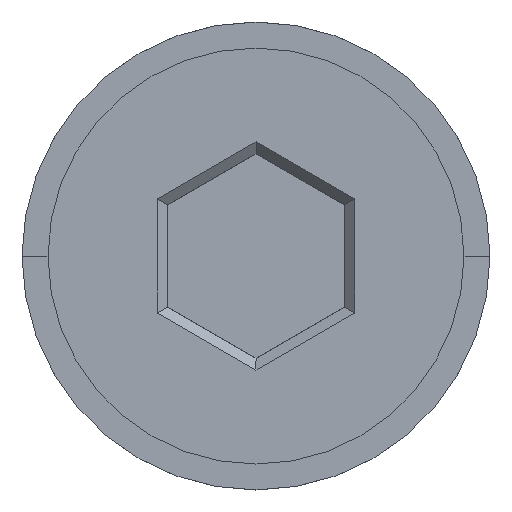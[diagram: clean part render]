
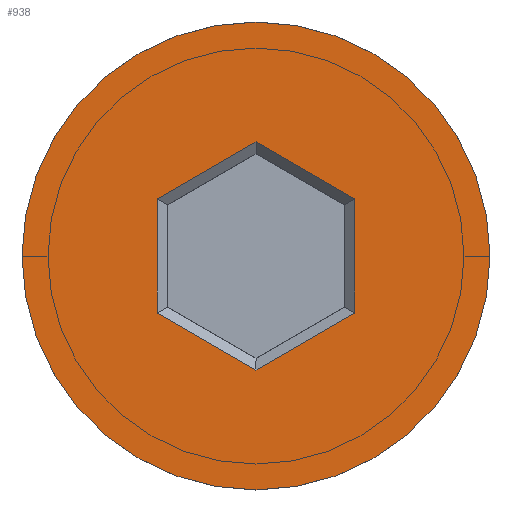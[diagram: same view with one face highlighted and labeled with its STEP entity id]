
A CAD part, top view. The second image highlights one B-rep face of the part: STEP entity #938.
In plain terms, the highlighted planar face has unit normal (0, 0, 1).
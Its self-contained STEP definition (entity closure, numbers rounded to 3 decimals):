
#15 = DIRECTION ( 'NONE',  ( 1., 0., 0. ) ) ;
#52 = EDGE_LOOP ( 'NONE', ( #129, #1227 ) ) ;
#66 = DIRECTION ( 'NONE',  ( 0., 0., 1. ) ) ;
#72 = ORIENTED_EDGE ( 'NONE', *, *, #818, .T. ) ;
#81 = VECTOR ( 'NONE', #598, 1000. ) ;
#89 = DIRECTION ( 'NONE',  ( 1., 0., 0. ) ) ;
#102 = VECTOR ( 'NONE', #1329, 1000. ) ;
#113 = CARTESIAN_POINT ( 'NONE',  ( 1.9, -1.097, 0. ) ) ;
#114 = ORIENTED_EDGE ( 'NONE', *, *, #1369, .T. ) ;
#129 = ORIENTED_EDGE ( 'NONE', *, *, #179, .T. ) ;
#149 = LINE ( 'NONE', #474, #401 ) ;
#179 = EDGE_CURVE ( 'NONE', #1293, #365, #984, .T. ) ;
#307 = AXIS2_PLACEMENT_3D ( 'NONE', #1236, #1223, #15 ) ;
#321 = CARTESIAN_POINT ( 'NONE',  ( 4.5, 0., 0. ) ) ;
#346 = CARTESIAN_POINT ( 'NONE',  ( 0., 2.194, 0. ) ) ;
#365 = VERTEX_POINT ( 'NONE', #1149 ) ;
#401 = VECTOR ( 'NONE', #495, 1000. ) ;
#423 = CARTESIAN_POINT ( 'NONE',  ( -1.9, 1.097, 0. ) ) ;
#427 = EDGE_CURVE ( 'NONE', #365, #1293, #1354, .T. ) ;
#445 = LINE ( 'NONE', #999, #102 ) ;
#465 = CARTESIAN_POINT ( 'NONE',  ( -1.9, 0.981, 0. ) ) ;
#474 = CARTESIAN_POINT ( 'NONE',  ( 1.8, 1.155, 0. ) ) ;
#495 = DIRECTION ( 'NONE',  ( 0.866, -0.5, 0. ) ) ;
#522 = ORIENTED_EDGE ( 'NONE', *, *, #690, .T. ) ;
#541 = VECTOR ( 'NONE', #1224, 1000. ) ;
#595 = EDGE_CURVE ( 'NONE', #717, #1273, #445, .T. ) ;
#598 = DIRECTION ( 'NONE',  ( 0., 1., 0. ) ) ;
#611 = EDGE_CURVE ( 'NONE', #1061, #1003, #1244, .T. ) ;
#615 = ORIENTED_EDGE ( 'NONE', *, *, #595, .T. ) ;
#619 = PLANE ( 'NONE',  #1013 ) ;
#622 = CARTESIAN_POINT ( 'NONE',  ( 0., 0., 0. ) ) ;
#651 = CARTESIAN_POINT ( 'NONE',  ( 0., 0., 0. ) ) ;
#664 = VERTEX_POINT ( 'NONE', #346 ) ;
#667 = EDGE_LOOP ( 'NONE', ( #1177, #1282, #522, #72, #615, #114 ) ) ;
#690 = EDGE_CURVE ( 'NONE', #915, #664, #1264, .T. ) ;
#693 = CARTESIAN_POINT ( 'NONE',  ( -1.8, -1.155, 0. ) ) ;
#717 = VERTEX_POINT ( 'NONE', #1255 ) ;
#727 = EDGE_CURVE ( 'NONE', #1003, #915, #1364, .T. ) ;
#766 = DIRECTION ( 'NONE',  ( 1., 0., 0. ) ) ;
#792 = CARTESIAN_POINT ( 'NONE',  ( -1.9, -1.097, 0. ) ) ;
#799 = AXIS2_PLACEMENT_3D ( 'NONE', #622, #864, #766 ) ;
#818 = EDGE_CURVE ( 'NONE', #664, #717, #149, .T. ) ;
#864 = DIRECTION ( 'NONE',  ( 0., 0., 1. ) ) ;
#911 = DIRECTION ( 'NONE',  ( -0.866, 0.5, 0. ) ) ;
#915 = VERTEX_POINT ( 'NONE', #423 ) ;
#918 = VECTOR ( 'NONE', #911, 1000. ) ;
#938 = ADVANCED_FACE ( 'NONE', ( #951, #1287 ), #619, .T. ) ;
#951 = FACE_BOUND ( 'NONE', #667, .T. ) ;
#984 = CIRCLE ( 'NONE', #307, 4.5 ) ;
#999 = CARTESIAN_POINT ( 'NONE',  ( 1.9, -0.981, 0. ) ) ;
#1003 = VERTEX_POINT ( 'NONE', #792 ) ;
#1013 = AXIS2_PLACEMENT_3D ( 'NONE', #651, #66, #89 ) ;
#1061 = VERTEX_POINT ( 'NONE', #1075 ) ;
#1075 = CARTESIAN_POINT ( 'NONE',  ( 0., -2.194, 0. ) ) ;
#1128 = VECTOR ( 'NONE', #1154, 1000. ) ;
#1136 = CARTESIAN_POINT ( 'NONE',  ( 0.1, -2.136, 0. ) ) ;
#1149 = CARTESIAN_POINT ( 'NONE',  ( -4.5, 0., 0. ) ) ;
#1154 = DIRECTION ( 'NONE',  ( 0.866, 0.5, 0. ) ) ;
#1177 = ORIENTED_EDGE ( 'NONE', *, *, #611, .T. ) ;
#1223 = DIRECTION ( 'NONE',  ( 0., 0., 1. ) ) ;
#1224 = DIRECTION ( 'NONE',  ( -0.866, -0.5, 0. ) ) ;
#1227 = ORIENTED_EDGE ( 'NONE', *, *, #427, .T. ) ;
#1236 = CARTESIAN_POINT ( 'NONE',  ( 0., 0., 0. ) ) ;
#1244 = LINE ( 'NONE', #693, #918 ) ;
#1255 = CARTESIAN_POINT ( 'NONE',  ( 1.9, 1.097, 0. ) ) ;
#1264 = LINE ( 'NONE', #1382, #1128 ) ;
#1273 = VERTEX_POINT ( 'NONE', #113 ) ;
#1282 = ORIENTED_EDGE ( 'NONE', *, *, #727, .T. ) ;
#1287 = FACE_OUTER_BOUND ( 'NONE', #52, .T. ) ;
#1293 = VERTEX_POINT ( 'NONE', #321 ) ;
#1329 = DIRECTION ( 'NONE',  ( 0., -1., 0. ) ) ;
#1332 = LINE ( 'NONE', #1136, #541 ) ;
#1354 = CIRCLE ( 'NONE', #799, 4.5 ) ;
#1364 = LINE ( 'NONE', #465, #81 ) ;
#1369 = EDGE_CURVE ( 'NONE', #1273, #1061, #1332, .T. ) ;
#1382 = CARTESIAN_POINT ( 'NONE',  ( -0.1, 2.136, 0. ) ) ;
